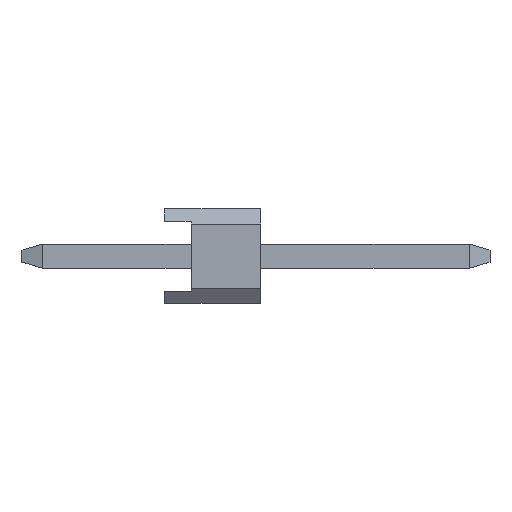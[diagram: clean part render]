
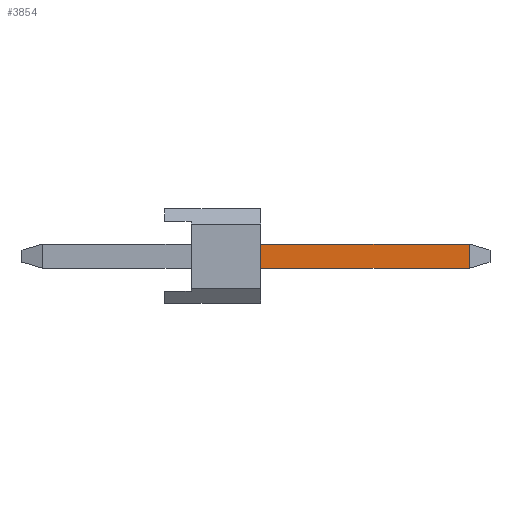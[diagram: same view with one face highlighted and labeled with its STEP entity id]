
A CAD part, left-side view. The second image highlights one B-rep face of the part: STEP entity #3854.
In plain terms, the highlighted planar face has unit normal (-1, 0, 0).
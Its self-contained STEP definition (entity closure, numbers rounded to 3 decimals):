
#2034=VERTEX_POINT('',#5458);
#2140=EDGE_CURVE('',#3018,#3680,#5571,.T.);
#3018=VERTEX_POINT('',#6541);
#3680=VERTEX_POINT('',#7283);
#3854=ADVANCED_FACE('',(#7474),#7475,.T.);
#3906=VERTEX_POINT('',#7530);
#4310=EDGE_CURVE('',#3906,#2034,#7984,.T.);
#4634=EDGE_CURVE('',#3680,#3906,#8335,.T.);
#4848=EDGE_CURVE('',#2034,#3018,#8565,.T.);
#5458=CARTESIAN_POINT('',(-13.02,-8.074,-0.32));
#5571=LINE('',#9505,#9506);
#6541=CARTESIAN_POINT('',(-13.02,-2.54,-0.32));
#7283=CARTESIAN_POINT('',(-13.02,-2.54,0.32));
#7474=FACE_OUTER_BOUND('',#12243,.T.);
#7475=PLANE('',#12244);
#7530=CARTESIAN_POINT('',(-13.02,-8.074,0.32));
#7984=LINE('',#12976,#12977);
#8335=LINE('',#13501,#13502);
#8565=LINE('',#13843,#13844);
#9505=CARTESIAN_POINT('',(-13.02,-2.54,0.252));
#9506=VECTOR('',#14685,1.0);
#12243=EDGE_LOOP('',(#16732,#16733,#16734,#16735));
#12244=AXIS2_PLACEMENT_3D('',#16736,#16737,#16738);
#12976=CARTESIAN_POINT('',(-13.02,-8.074,0.5));
#12977=VECTOR('',#17286,1.0);
#13501=CARTESIAN_POINT('',(-13.02,-2.42,0.32));
#13502=VECTOR('',#17599,1.0);
#13843=CARTESIAN_POINT('',(-13.02,3.234,-0.32));
#13844=VECTOR('',#17787,1.0);
#14685=DIRECTION('',(0.,0.,1.0));
#16732=ORIENTED_EDGE('',*,*,#2140,.F.);
#16733=ORIENTED_EDGE('',*,*,#4848,.F.);
#16734=ORIENTED_EDGE('',*,*,#4310,.F.);
#16735=ORIENTED_EDGE('',*,*,#4634,.F.);
#16736=CARTESIAN_POINT('',(-13.02,3.234,0.5));
#16737=DIRECTION('',(-1.0,0.,0.));
#16738=DIRECTION('',(0.,1.0,0.));
#17286=DIRECTION('',(0.0,0.,-1.0));
#17599=DIRECTION('',(0.,-1.0,0.));
#17787=DIRECTION('',(0.,1.0,0.));
